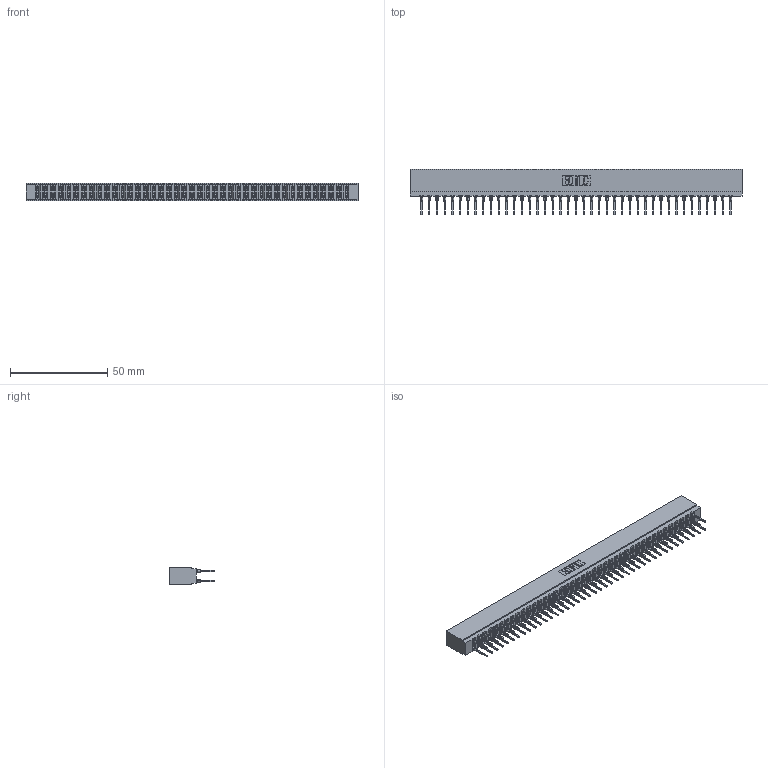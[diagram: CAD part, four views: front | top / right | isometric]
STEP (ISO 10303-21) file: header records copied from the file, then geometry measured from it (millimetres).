
FILE_DESCRIPTION (( 'STEP AP203' ), '1' );
FILE_NAME ('717-082-522-201.STEP', '2026-02-20T19:31:56', ( '' ), ( '' ), 'SwSTEP 2.0', 'SolidWorks 2023', '' );
FILE_SCHEMA (( 'CONFIG_CONTROL_DESIGN' ));
Length unit declared in the file: millimetre
Products named in the file (3): 717 Part_Insulator Option - 06; 717-082-522-201; 745-292-001_522
Assembly tree (83 placements, depth 2):
  717-082-522-201
    717 Part_Insulator Option - 06
    745-292-001_522  x82
Bounding box: 170.33 x 23.48 x 8.89 mm (x, y, z)
Volume: 14850 mm3; surface area: 23027.6 mm2
Topology: 83 solids, 83 shells, 7474 faces, 20095 edges, 12630 vertices
Faces by surface type: plane 3867, bspline 1640, cylinder 1475, torus 492
Entity records: 70445 total; most frequent: CARTESIAN_POINT 12731, ORIENTED_EDGE 12164, DIRECTION 10620, EDGE_CURVE 6082, VECTOR 5654, LINE 5654, VERTEX_POINT 3882, AXIS2_PLACEMENT_3D 2483
